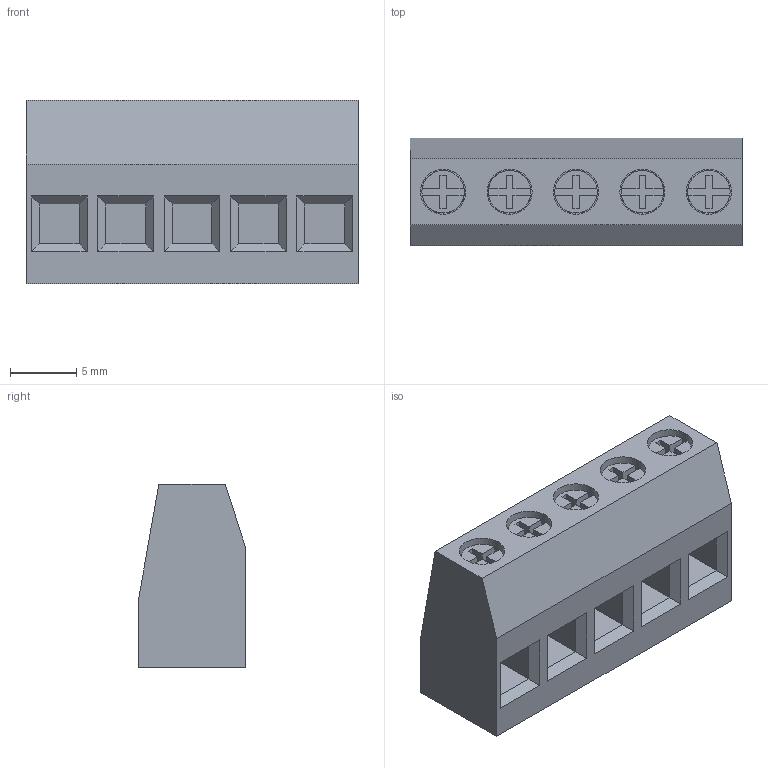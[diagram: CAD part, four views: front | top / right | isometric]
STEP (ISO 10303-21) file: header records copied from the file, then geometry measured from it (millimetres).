
FILE_DESCRIPTION(('FreeCAD Model'),'2;1');
FILE_NAME('5polConnector.step', '2016-08-30T16:52:20',('Author'),(''), 'Open CASCADE STEP processor 6.8','FreeCAD','Unknown');
FILE_SCHEMA(('AUTOMOTIVE_DESIGN_CC2 { 1 2 10303 214 -1 1 5 4 }'));
Length unit declared in the file: millimetre
Products named in the file (2): ASSEMBLY; 5polConnector
Assembly tree (1 placements, depth 2):
  ASSEMBLY
    5polConnector
Bounding box: 25 x 8.1 x 13.8 mm (x, y, z)
Volume: 2208.4 mm3; surface area: 1780.5 mm2
Topology: 1 solids, 1 shells, 133 faces, 333 edges, 217 vertices
Faces by surface type: plane 123, cylinder 10
Full cylindrical faces by diameter (mm): 3.2 x5, 3.4 x5
Entity records: 9249 total; most frequent: CARTESIAN_POINT 1575, DIRECTION 1240, LINE 865, VECTOR 865, ORIENTED_EDGE 666, PCURVE 666, DEFINITIONAL_REPRESENTATION 666, EDGE_CURVE 333
